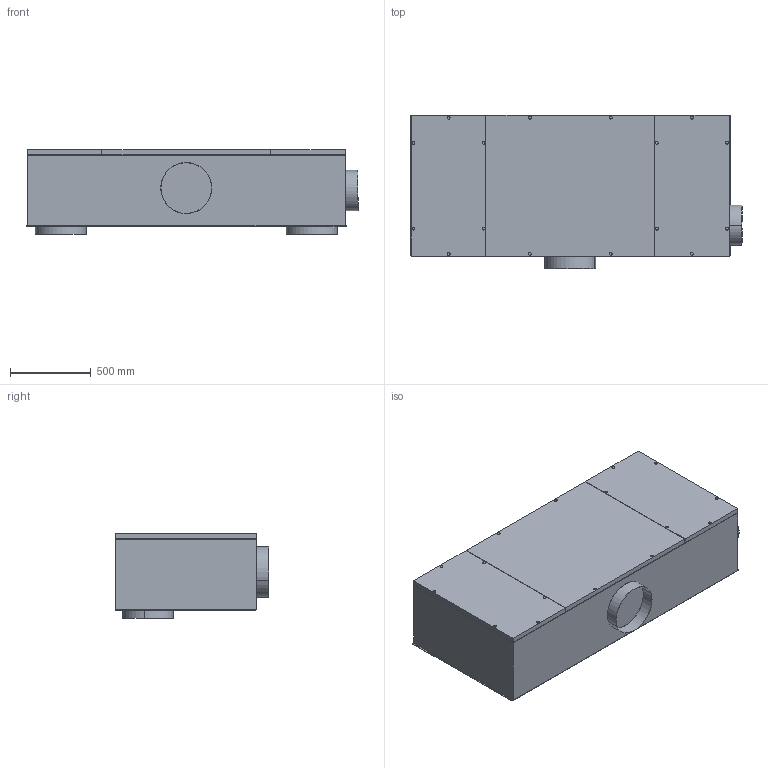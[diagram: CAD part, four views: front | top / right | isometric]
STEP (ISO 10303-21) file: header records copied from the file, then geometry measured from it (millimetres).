
FILE_DESCRIPTION(('Creo Elements/Direct Modeling STEP Export'),'2;1');
FILE_NAME('X900HD-K3.stp','2019-05-28T14:50:25',(''),(''),'PTC Creo Elements/Direct Modeling STEP processor for AP214 (Solid Model)','PTC Creo Elements/Direct Modeling 19.0C 15-Aug-2015 (C) Parametric Technology GmbH','');
FILE_SCHEMA(('AUTOMOTIVE_DESIGN { 1 0 10303 214 1 1 1 1 }'));
Length unit declared in the file: millimetre
Products named in the file (2): X900HD-K3
Assembly tree (1 placements, depth 2):
  X900HD-K3
    X900HD-K3
Bounding box: 2051 x 945.5 x 523.5 mm (x, y, z)
Volume: 806230590.2 mm3; surface area: 6613170.8 mm2
Topology: 1 solids, 1 shells, 148 faces, 363 edges, 241 vertices
Faces by surface type: plane 82, cylinder 66
Entity records: 4015 total; most frequent: ORIENTED_EDGE 726, CARTESIAN_POINT 662, DIRECTION 630, EDGE_CURVE 363, VERTEX_POINT 241, VECTOR 212, LINE 212, AXIS2_PLACEMENT_3D 209
